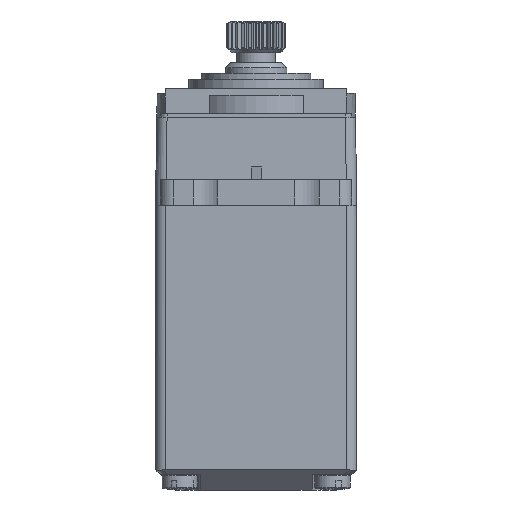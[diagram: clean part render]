
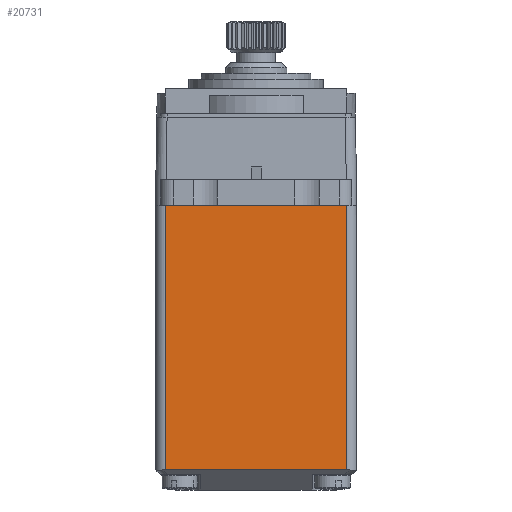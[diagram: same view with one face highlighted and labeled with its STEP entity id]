
A CAD part, left-side view. The second image highlights one B-rep face of the part: STEP entity #20731.
In plain terms, the highlighted planar face has unit normal (-1, 0, 0).
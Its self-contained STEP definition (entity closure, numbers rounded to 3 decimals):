
#1932=ORIENTED_EDGE('',*,*,#6622,.T.);
#1933=ORIENTED_EDGE('',*,*,#6623,.T.);
#1934=ORIENTED_EDGE('',*,*,#6624,.T.);
#1935=ORIENTED_EDGE('',*,*,#6625,.T.);
#6622=EDGE_CURVE('',#8967,#8968,#10508,.T.);
#6623=EDGE_CURVE('',#8968,#8969,#10509,.F.);
#6624=EDGE_CURVE('',#8969,#8970,#10510,.T.);
#6625=EDGE_CURVE('',#8970,#8967,#10511,.T.);
#8967=VERTEX_POINT('',#28081);
#8968=VERTEX_POINT('',#28082);
#8969=VERTEX_POINT('',#28084);
#8970=VERTEX_POINT('',#28086);
#10508=LINE('',#28080,#11627);
#10509=LINE('',#28083,#11628);
#10510=LINE('',#28085,#11629);
#10511=LINE('',#28087,#11630);
#11627=VECTOR('',#23415,1000.);
#11628=VECTOR('',#23416,1000.);
#11629=VECTOR('',#23417,1000.);
#11630=VECTOR('',#23418,1000.);
#12660=EDGE_LOOP('',(#1932,#1933,#1934,#1935));
#13584=FACE_BOUND('',#12660,.T.);
#14494=PLANE('',#21628);
#20731=ADVANCED_FACE('',(#13584),#14494,.F.);
#21628=AXIS2_PLACEMENT_3D('',#28079,#23413,#23414);
#23413=DIRECTION('',(1.,0.,0.));
#23414=DIRECTION('',(0.,0.,-1.));
#23415=DIRECTION('',(0.,1.,0.));
#23416=DIRECTION('',(0.,0.,1.));
#23417=DIRECTION('',(0.,-1.,0.));
#23418=DIRECTION('',(0.,0.,1.));
#28079=CARTESIAN_POINT('',(-20.,-9.9,-28.));
#28080=CARTESIAN_POINT('',(-20.,-9.9,0.));
#28081=CARTESIAN_POINT('',(-20.,-8.9,0.));
#28082=CARTESIAN_POINT('',(-20.,8.9,0.));
#28083=CARTESIAN_POINT('',(-20.,8.9,-28.));
#28084=CARTESIAN_POINT('',(-20.,8.9,-26.));
#28085=CARTESIAN_POINT('',(-20.,9.9,-26.));
#28086=CARTESIAN_POINT('',(-20.,-8.9,-26.));
#28087=CARTESIAN_POINT('',(-20.,-8.9,-28.));
